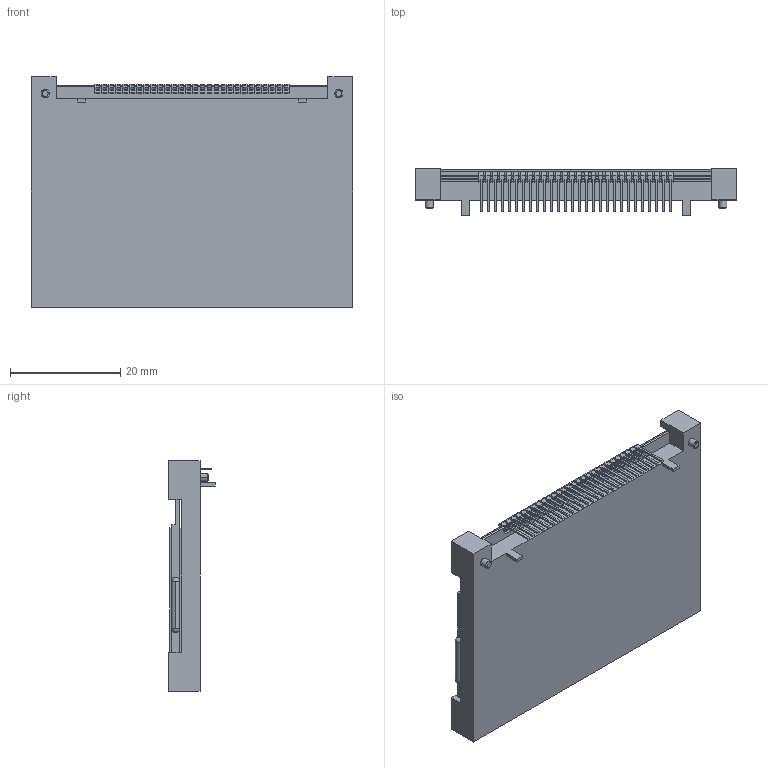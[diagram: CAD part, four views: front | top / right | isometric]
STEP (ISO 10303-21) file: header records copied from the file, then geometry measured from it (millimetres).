
FILE_DESCRIPTION((''),'2;1');
FILE_NAME('13671A_ASM','2021-08-24T',('caizhe'),(''),'PRO/ENGINEER BY PARAMETRIC TECHNOLOGY CORPORATION, 2005030','PRO/ENGINEER BY PARAMETRIC TECHNOLOGY CORPORATION, 2005030','');
FILE_SCHEMA(('CONFIG_CONTROL_DESIGN'));
Length unit declared in the file: millimetre
Products named in the file (4): 13671_LED_A; PRT0001; 13671PIN; 13671A_ASM
Assembly tree (30 placements, depth 2):
  13671A_ASM
    13671_LED_A
    PRT0001
    13671PIN  x28
Bounding box: 58.2 x 8.5 x 41.7 mm (x, y, z)
Volume: 11509.9 mm3; surface area: 10702.3 mm2
Topology: 30 solids, 30 shells, 823 faces, 2266 edges, 1508 vertices
Faces by surface type: plane 585, cylinder 232, cone 4, bspline 2
Entity records: 4090 total; most frequent: CARTESIAN_POINT 743, DIRECTION 668, ORIENTED_EDGE 644, EDGE_CURVE 322, VECTOR 282, LINE 282, VERTEX_POINT 212, AXIS2_PLACEMENT_3D 193
